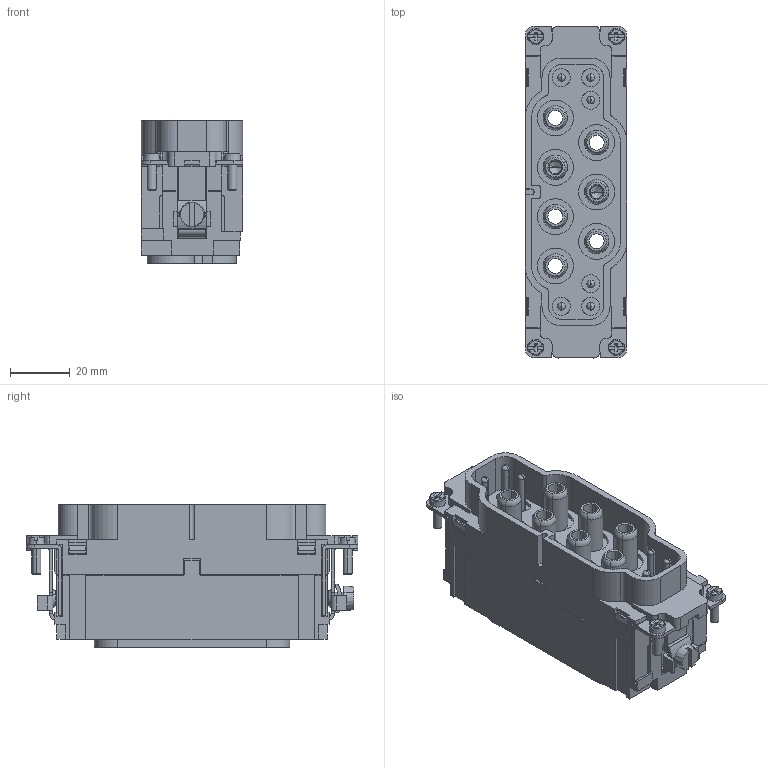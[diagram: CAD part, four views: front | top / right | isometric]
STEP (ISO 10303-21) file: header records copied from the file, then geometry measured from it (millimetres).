
FILE_DESCRIPTION(('CATIA V5 STEP Exchange','CAx-IF Rec.Pracs.--- Model Styling and Organization---1.4--- 2014-01-23'),'2;1');
FILE_NAME ('021728-6_2', '2019-12-09T06:40:56+00:00', ('none'), ('Weidmueller'), 'CATIA Version 5-6 Release 2016 SP3 HF44', 'CATIA V5 STEP AP214', 'none');
FILE_SCHEMA(('AUTOMOTIVE_DESIGN { 1 0 10303 214 1 1 1 1 }'));
Length unit declared in the file: millimetre
Products named in the file (1): 1790030000
Bounding box: 34 x 111 x 47.8 mm (x, y, z)
Volume: 92785.2 mm3; surface area: 52939.5 mm2
Topology: 19 solids, 19 shells, 1267 faces, 3240 edges, 2047 vertices
Faces by surface type: plane 658, cylinder 347, cone 168, torus 94
Entity records: 37957 total; most frequent: CARTESIAN_POINT 8088, ORIENTED_EDGE 6464, DIRECTION 5019, EDGE_CURVE 3232, VECTOR 2052, LINE 2052, VERTEX_POINT 2047, AXIS2_PLACEMENT_3D 1973
